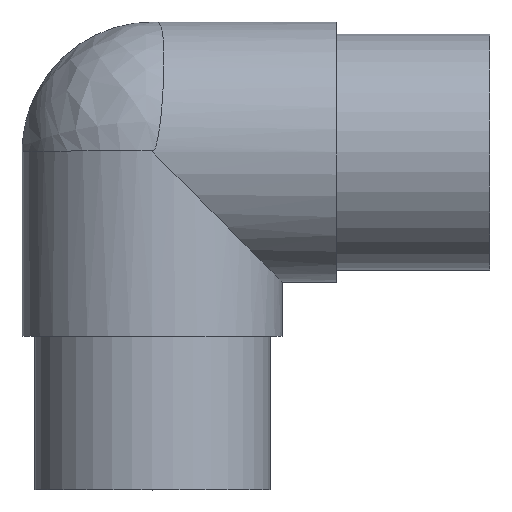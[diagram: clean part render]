
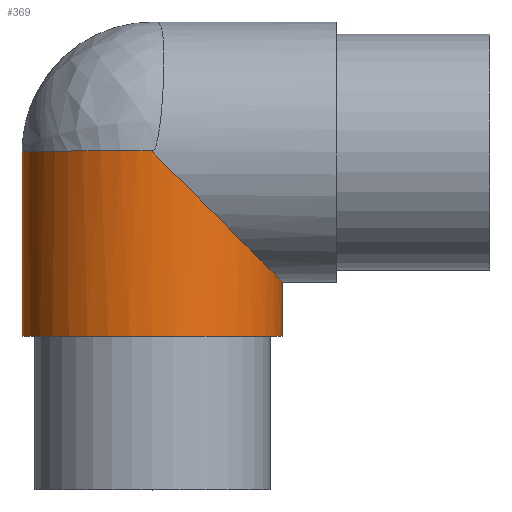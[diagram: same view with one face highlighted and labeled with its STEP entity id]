
A CAD part, top view. The second image highlights one B-rep face of the part: STEP entity #369.
In plain terms, the highlighted cylindrical face has radius 21.2 mm (diameter 42.4 mm), a full revolution.
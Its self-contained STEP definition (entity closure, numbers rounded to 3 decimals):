
#41=ELLIPSE('',#434,30.217,21.2);
#44=ELLIPSE('',#439,29.981,21.2);
#45=ELLIPSE('',#440,29.981,21.2);
#46=ELLIPSE('',#441,29.981,21.2);
#52=B_SPLINE_CURVE_WITH_KNOTS('',3,(#1020,#1021,#1022,#1023,#1024,#1025,
#1026,#1027,#1028,#1029,#1030,#1031,#1032,#1033,#1034,#1035,#1036),
 .UNSPECIFIED.,.F.,.F.,(4,2,1,1,1,1,1,1,1,1,1,1,1,4),(-0.076,
-0.076,-0.068,-0.06,-0.058,
-0.056,-0.054,-0.053,-0.053,
-0.052,-0.046,-0.044,-0.041,
-0.038),.UNSPECIFIED.);
#76=FACE_OUTER_BOUND('',#107,.T.);
#107=EDGE_LOOP('',(#326,#327,#328,#329,#330,#331,#332,#333));
#121=LINE('',#1061,#133);
#133=VECTOR('',#562,21.2);
#151=CIRCLE('',#445,21.2);
#175=VERTEX_POINT('',#974);
#177=VERTEX_POINT('',#1002);
#180=VERTEX_POINT('',#1042);
#183=VERTEX_POINT('',#1051);
#184=VERTEX_POINT('',#1054);
#185=VERTEX_POINT('',#1060);
#222=EDGE_CURVE('',#177,#175,#52,.T.);
#226=EDGE_CURVE('',#177,#180,#41,.T.);
#231=EDGE_CURVE('',#180,#183,#44,.T.);
#232=EDGE_CURVE('',#184,#175,#45,.T.);
#233=EDGE_CURVE('',#183,#184,#46,.T.);
#234=EDGE_CURVE('',#183,#185,#121,.T.);
#235=EDGE_CURVE('',#185,#185,#151,.T.);
#326=ORIENTED_EDGE('',*,*,#222,.F.);
#327=ORIENTED_EDGE('',*,*,#226,.T.);
#328=ORIENTED_EDGE('',*,*,#231,.T.);
#329=ORIENTED_EDGE('',*,*,#234,.T.);
#330=ORIENTED_EDGE('',*,*,#235,.T.);
#331=ORIENTED_EDGE('',*,*,#234,.F.);
#332=ORIENTED_EDGE('',*,*,#233,.T.);
#333=ORIENTED_EDGE('',*,*,#232,.T.);
#347=CYLINDRICAL_SURFACE('',#444,21.2);
#369=ADVANCED_FACE('',(#76),#347,.T.);
#434=AXIS2_PLACEMENT_3D('',#1044,#539,#540);
#439=AXIS2_PLACEMENT_3D('',#1053,#550,#551);
#440=AXIS2_PLACEMENT_3D('',#1055,#552,#553);
#441=AXIS2_PLACEMENT_3D('',#1056,#554,#555);
#444=AXIS2_PLACEMENT_3D('',#1059,#560,#561);
#445=AXIS2_PLACEMENT_3D('',#1062,#563,#564);
#539=DIRECTION('center_axis',(0.,-0.702,0.713));
#540=DIRECTION('ref_axis',(0.,0.713,0.702));
#550=DIRECTION('center_axis',(-0.707,-0.707,0.));
#551=DIRECTION('ref_axis',(-0.707,0.707,0.));
#552=DIRECTION('center_axis',(-0.707,0.707,0.));
#553=DIRECTION('ref_axis',(0.707,0.707,0.));
#554=DIRECTION('center_axis',(-0.707,-0.707,0.));
#555=DIRECTION('ref_axis',(-0.707,0.707,0.));
#560=DIRECTION('center_axis',(0.,1.,0.));
#561=DIRECTION('ref_axis',(-1.,0.,0.));
#562=DIRECTION('',(0.,-1.,0.));
#563=DIRECTION('center_axis',(0.,1.,0.));
#564=DIRECTION('ref_axis',(-1.,0.,0.));
#974=CARTESIAN_POINT('',(0.203,30.203,21.198));
#1002=CARTESIAN_POINT('',(-21.2,30.,0.));
#1020=CARTESIAN_POINT('Ctrl Pts',(-21.2,30.,0.));
#1021=CARTESIAN_POINT('Ctrl Pts',(-21.2,30.001,0.071));
#1022=CARTESIAN_POINT('Ctrl Pts',(-21.2,30.001,0.141));
#1023=CARTESIAN_POINT('Ctrl Pts',(-21.179,30.021,2.155));
#1024=CARTESIAN_POINT('Ctrl Pts',(-20.6,30.058,6.068));
#1025=CARTESIAN_POINT('Ctrl Pts',(-18.706,30.098,10.261));
#1026=CARTESIAN_POINT('Ctrl Pts',(-16.849,30.124,12.895));
#1027=CARTESIAN_POINT('Ctrl Pts',(-15.801,30.136,14.16));
#1028=CARTESIAN_POINT('Ctrl Pts',(-14.829,30.145,15.165));
#1029=CARTESIAN_POINT('Ctrl Pts',(-14.087,30.152,15.843));
#1030=CARTESIAN_POINT('Ctrl Pts',(-13.646,30.155,16.222));
#1031=CARTESIAN_POINT('Ctrl Pts',(-12.062,30.168,17.527));
#1032=CARTESIAN_POINT('Ctrl Pts',(-9.856,30.181,18.915));
#1033=CARTESIAN_POINT('Ctrl Pts',(-6.187,30.195,20.351));
#1034=CARTESIAN_POINT('Ctrl Pts',(-3.237,30.202,21.055));
#1035=CARTESIAN_POINT('Ctrl Pts',(-0.813,30.203,21.207));
#1036=CARTESIAN_POINT('Ctrl Pts',(0.203,30.203,21.198));
#1042=CARTESIAN_POINT('',(15.107,14.893,-14.874));
#1044=CARTESIAN_POINT('Origin',(0.,30.,0.));
#1051=CARTESIAN_POINT('',(21.2,8.8,0.));
#1053=CARTESIAN_POINT('Origin',(0.,30.,0.));
#1054=CARTESIAN_POINT('',(0.,30.,21.2));
#1055=CARTESIAN_POINT('Origin',(0.,30.,0.));
#1056=CARTESIAN_POINT('Origin',(0.,30.,0.));
#1059=CARTESIAN_POINT('Origin',(0.,0.,0.));
#1060=CARTESIAN_POINT('',(21.2,0.,0.));
#1061=CARTESIAN_POINT('',(21.2,0.,0.));
#1062=CARTESIAN_POINT('Origin',(0.,0.,0.));
